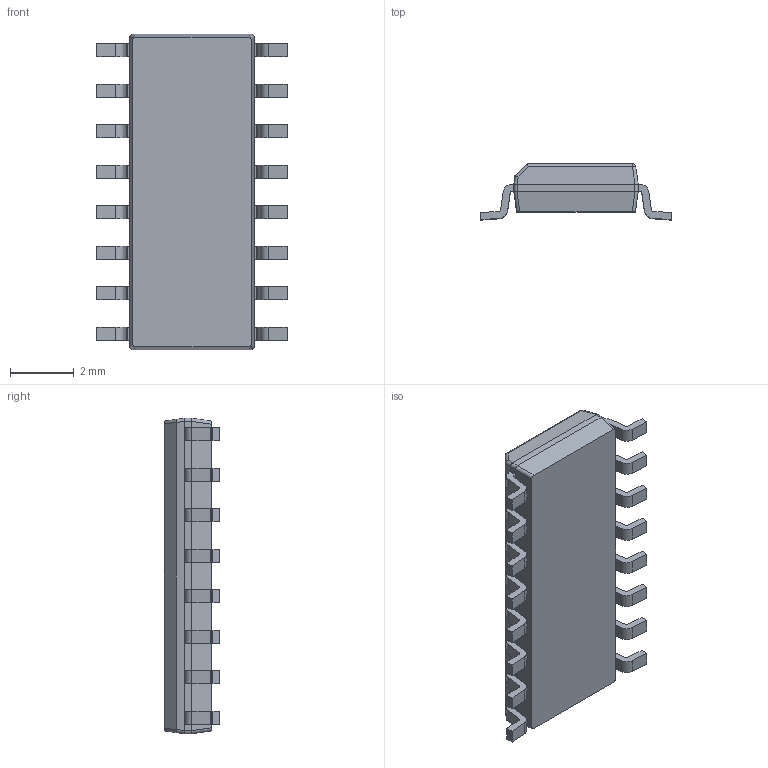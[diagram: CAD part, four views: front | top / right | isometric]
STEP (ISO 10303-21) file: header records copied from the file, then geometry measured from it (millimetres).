
FILE_DESCRIPTION (( 'STEP AP214' ), '1' );
FILE_NAME ('DG201ACSE.STEP', '2021-10-30T00:37:52', ( '' ), ( '' ), 'SwSTEP 2.0', 'SolidWorks 2017', '' );
FILE_SCHEMA (( 'AUTOMOTIVE_DESIGN' ));
Length unit declared in the file: millimetre
Products named in the file (1): DG201ACSE
Bounding box: 6 x 1.75 x 9.9 mm (x, y, z)
Volume: 58.2 mm3; surface area: 149.2 mm2
Topology: 18 solids, 18 shells, 265 faces, 678 edges, 450 vertices
Faces by surface type: plane 178, cylinder 85, sphere 2
Entity records: 8173 total; most frequent: CARTESIAN_POINT 1502, ORIENTED_EDGE 1356, DIRECTION 1316, EDGE_CURVE 678, VECTOR 500, LINE 500, VERTEX_POINT 450, AXIS2_PLACEMENT_3D 408
